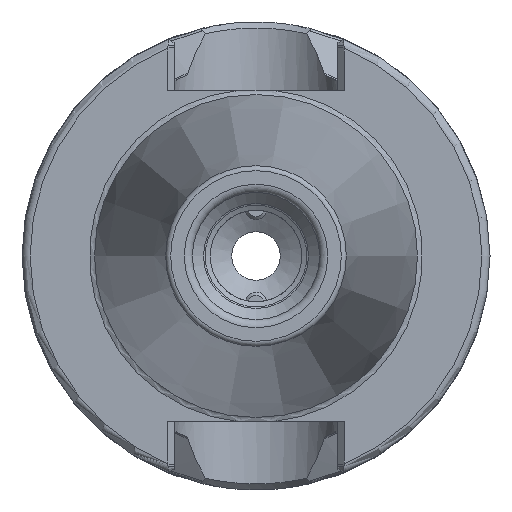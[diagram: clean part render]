
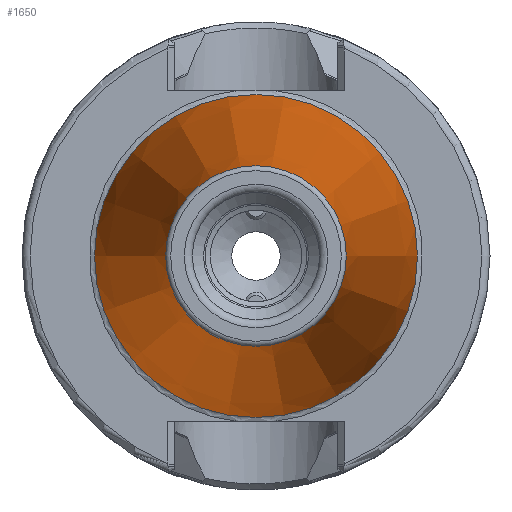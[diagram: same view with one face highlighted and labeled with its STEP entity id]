
A CAD part, left-side view. The second image highlights one B-rep face of the part: STEP entity #1650.
In plain terms, the highlighted conical face has half-angle 8.297 degrees and reference radius 12.377 mm.
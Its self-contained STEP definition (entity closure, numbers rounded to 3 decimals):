
#190=FACE_OUTER_BOUND('',#284,.T.);
#284=EDGE_LOOP('',(#1452,#1453,#1454,#1455,#1456));
#380=LINE('',#3750,#472);
#472=VECTOR('',#2253,12.377);
#560=CIRCLE('',#1870,8.879);
#561=CIRCLE('',#1871,8.879);
#564=CIRCLE('',#1875,15.875);
#773=VERTEX_POINT('',#3740);
#774=VERTEX_POINT('',#3741);
#776=VERTEX_POINT('',#3748);
#1006=EDGE_CURVE('',#773,#774,#560,.T.);
#1007=EDGE_CURVE('',#774,#773,#561,.T.);
#1010=EDGE_CURVE('',#776,#776,#564,.T.);
#1011=EDGE_CURVE('',#776,#773,#380,.T.);
#1452=ORIENTED_EDGE('',*,*,#1010,.F.);
#1453=ORIENTED_EDGE('',*,*,#1011,.T.);
#1454=ORIENTED_EDGE('',*,*,#1006,.T.);
#1455=ORIENTED_EDGE('',*,*,#1007,.T.);
#1456=ORIENTED_EDGE('',*,*,#1011,.F.);
#1576=CONICAL_SURFACE('',#1874,12.377,0.145);
#1650=ADVANCED_FACE('',(#190),#1576,.T.);
#1870=AXIS2_PLACEMENT_3D('',#3742,#2241,#2242);
#1871=AXIS2_PLACEMENT_3D('',#3743,#2243,#2244);
#1874=AXIS2_PLACEMENT_3D('',#3747,#2249,#2250);
#1875=AXIS2_PLACEMENT_3D('',#3749,#2251,#2252);
#2241=DIRECTION('center_axis',(1.,0.,0.));
#2242=DIRECTION('ref_axis',(0.,0.,-1.));
#2243=DIRECTION('center_axis',(1.,0.,0.));
#2244=DIRECTION('ref_axis',(0.,0.,-1.));
#2249=DIRECTION('center_axis',(1.,0.,0.));
#2250=DIRECTION('ref_axis',(0.,1.,0.));
#2251=DIRECTION('center_axis',(1.,0.,0.));
#2252=DIRECTION('ref_axis',(0.,0.,-1.));
#2253=DIRECTION('',(-0.99,0.144,0.));
#3740=CARTESIAN_POINT('',(-47.972,-8.879,0.));
#3741=CARTESIAN_POINT('',(-47.972,0.,8.879));
#3742=CARTESIAN_POINT('Origin',(-47.972,0.,
0.));
#3743=CARTESIAN_POINT('Origin',(-47.972,0.,
0.));
#3747=CARTESIAN_POINT('Origin',(-23.986,0.,
0.));
#3748=CARTESIAN_POINT('',(0.,-15.875,0.));
#3749=CARTESIAN_POINT('Origin',(0.,0.,
0.));
#3750=CARTESIAN_POINT('',(-23.986,-12.377,0.));
